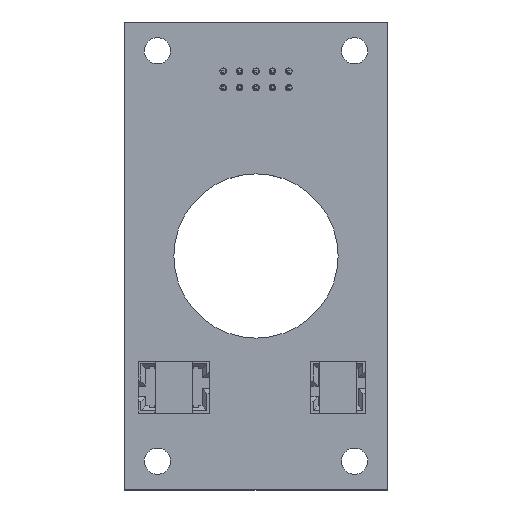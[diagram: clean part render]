
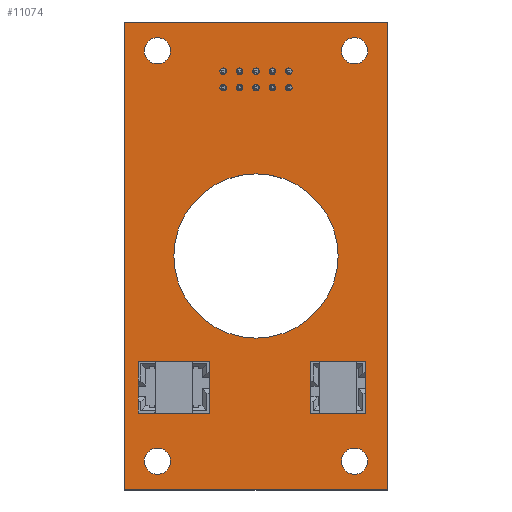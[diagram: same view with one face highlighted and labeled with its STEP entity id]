
A CAD part, top view. The second image highlights one B-rep face of the part: STEP entity #11074.
In plain terms, the highlighted planar face has unit normal (0, 0, 1).
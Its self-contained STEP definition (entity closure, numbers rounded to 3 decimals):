
#10405 = VERTEX_POINT('',#10406);
#10406 = CARTESIAN_POINT('',(-16.,-28.5,0.));
#10412 = EDGE_CURVE('',#10405,#10413,#10415,.T.);
#10413 = VERTEX_POINT('',#10414);
#10414 = CARTESIAN_POINT('',(16.,-28.5,0.));
#10415 = LINE('',#10416,#10417);
#10416 = CARTESIAN_POINT('',(-16.,-28.5,0.));
#10417 = VECTOR('',#10418,1.);
#10418 = DIRECTION('',(1.,0.,0.));
#10443 = EDGE_CURVE('',#10413,#10444,#10446,.T.);
#10444 = VERTEX_POINT('',#10445);
#10445 = CARTESIAN_POINT('',(16.,28.5,0.));
#10446 = LINE('',#10447,#10448);
#10447 = CARTESIAN_POINT('',(16.,-28.5,0.));
#10448 = VECTOR('',#10449,1.);
#10449 = DIRECTION('',(0.,1.,0.));
#10474 = EDGE_CURVE('',#10444,#10475,#10477,.T.);
#10475 = VERTEX_POINT('',#10476);
#10476 = CARTESIAN_POINT('',(-16.,28.5,0.));
#10477 = LINE('',#10478,#10479);
#10478 = CARTESIAN_POINT('',(16.,28.5,0.));
#10479 = VECTOR('',#10480,1.);
#10480 = DIRECTION('',(-1.,0.,0.));
#10505 = EDGE_CURVE('',#10475,#10405,#10506,.T.);
#10506 = LINE('',#10507,#10508);
#10507 = CARTESIAN_POINT('',(-16.,28.5,0.));
#10508 = VECTOR('',#10509,1.);
#10509 = DIRECTION('',(0.,-1.,0.));
#10529 = VERTEX_POINT('',#10530);
#10530 = CARTESIAN_POINT('',(-10.4,-25.,0.));
#10536 = EDGE_CURVE('',#10529,#10529,#10537,.T.);
#10537 = CIRCLE('',#10538,1.6);
#10538 = AXIS2_PLACEMENT_3D('',#10539,#10540,#10541);
#10539 = CARTESIAN_POINT('',(-12.,-25.,0.));
#10540 = DIRECTION('',(0.,0.,1.));
#10541 = DIRECTION('',(1.,0.,0.));
#10562 = VERTEX_POINT('',#10563);
#10563 = CARTESIAN_POINT('',(10.,0.,0.));
#10569 = EDGE_CURVE('',#10562,#10562,#10570,.T.);
#10570 = CIRCLE('',#10571,10.);
#10571 = AXIS2_PLACEMENT_3D('',#10572,#10573,#10574);
#10572 = CARTESIAN_POINT('',(0.,0.,0.));
#10573 = DIRECTION('',(0.,0.,1.));
#10574 = DIRECTION('',(1.,0.,0.));
#10595 = VERTEX_POINT('',#10596);
#10596 = CARTESIAN_POINT('',(-3.6,20.5,0.));
#10602 = EDGE_CURVE('',#10595,#10595,#10603,.T.);
#10603 = CIRCLE('',#10604,0.4);
#10604 = AXIS2_PLACEMENT_3D('',#10605,#10606,#10607);
#10605 = CARTESIAN_POINT('',(-4.,20.5,0.));
#10606 = DIRECTION('',(0.,0.,1.));
#10607 = DIRECTION('',(1.,0.,0.));
#10628 = VERTEX_POINT('',#10629);
#10629 = CARTESIAN_POINT('',(-3.6,22.5,0.));
#10635 = EDGE_CURVE('',#10628,#10628,#10636,.T.);
#10636 = CIRCLE('',#10637,0.4);
#10637 = AXIS2_PLACEMENT_3D('',#10638,#10639,#10640);
#10638 = CARTESIAN_POINT('',(-4.,22.5,0.));
#10639 = DIRECTION('',(0.,0.,1.));
#10640 = DIRECTION('',(1.,0.,0.));
#10661 = VERTEX_POINT('',#10662);
#10662 = CARTESIAN_POINT('',(-10.4,25.,0.));
#10668 = EDGE_CURVE('',#10661,#10661,#10669,.T.);
#10669 = CIRCLE('',#10670,1.6);
#10670 = AXIS2_PLACEMENT_3D('',#10671,#10672,#10673);
#10671 = CARTESIAN_POINT('',(-12.,25.,0.));
#10672 = DIRECTION('',(0.,0.,1.));
#10673 = DIRECTION('',(1.,0.,0.));
#10694 = VERTEX_POINT('',#10695);
#10695 = CARTESIAN_POINT('',(-1.6,20.5,0.));
#10701 = EDGE_CURVE('',#10694,#10694,#10702,.T.);
#10702 = CIRCLE('',#10703,0.4);
#10703 = AXIS2_PLACEMENT_3D('',#10704,#10705,#10706);
#10704 = CARTESIAN_POINT('',(-2.,20.5,0.));
#10705 = DIRECTION('',(0.,0.,1.));
#10706 = DIRECTION('',(1.,0.,0.));
#10727 = VERTEX_POINT('',#10728);
#10728 = CARTESIAN_POINT('',(-1.6,22.5,0.));
#10734 = EDGE_CURVE('',#10727,#10727,#10735,.T.);
#10735 = CIRCLE('',#10736,0.4);
#10736 = AXIS2_PLACEMENT_3D('',#10737,#10738,#10739);
#10737 = CARTESIAN_POINT('',(-2.,22.5,0.));
#10738 = DIRECTION('',(0.,0.,1.));
#10739 = DIRECTION('',(1.,0.,0.));
#10760 = VERTEX_POINT('',#10761);
#10761 = CARTESIAN_POINT('',(2.4,20.5,0.));
#10767 = EDGE_CURVE('',#10760,#10760,#10768,.T.);
#10768 = CIRCLE('',#10769,0.4);
#10769 = AXIS2_PLACEMENT_3D('',#10770,#10771,#10772);
#10770 = CARTESIAN_POINT('',(2.,20.5,0.));
#10771 = DIRECTION('',(0.,0.,1.));
#10772 = DIRECTION('',(1.,0.,0.));
#10793 = VERTEX_POINT('',#10794);
#10794 = CARTESIAN_POINT('',(0.4,20.5,0.));
#10800 = EDGE_CURVE('',#10793,#10793,#10801,.T.);
#10801 = CIRCLE('',#10802,0.4);
#10802 = AXIS2_PLACEMENT_3D('',#10803,#10804,#10805);
#10803 = CARTESIAN_POINT('',(0.,20.5,0.));
#10804 = DIRECTION('',(0.,0.,1.));
#10805 = DIRECTION('',(1.,0.,0.));
#10826 = VERTEX_POINT('',#10827);
#10827 = CARTESIAN_POINT('',(13.6,-25.,0.));
#10833 = EDGE_CURVE('',#10826,#10826,#10834,.T.);
#10834 = CIRCLE('',#10835,1.6);
#10835 = AXIS2_PLACEMENT_3D('',#10836,#10837,#10838);
#10836 = CARTESIAN_POINT('',(12.,-25.,0.));
#10837 = DIRECTION('',(0.,0.,1.));
#10838 = DIRECTION('',(1.,0.,0.));
#10859 = VERTEX_POINT('',#10860);
#10860 = CARTESIAN_POINT('',(4.4,20.5,0.));
#10866 = EDGE_CURVE('',#10859,#10859,#10867,.T.);
#10867 = CIRCLE('',#10868,0.4);
#10868 = AXIS2_PLACEMENT_3D('',#10869,#10870,#10871);
#10869 = CARTESIAN_POINT('',(4.,20.5,0.));
#10870 = DIRECTION('',(0.,0.,1.));
#10871 = DIRECTION('',(1.,0.,0.));
#10892 = VERTEX_POINT('',#10893);
#10893 = CARTESIAN_POINT('',(2.4,22.5,0.));
#10899 = EDGE_CURVE('',#10892,#10892,#10900,.T.);
#10900 = CIRCLE('',#10901,0.4);
#10901 = AXIS2_PLACEMENT_3D('',#10902,#10903,#10904);
#10902 = CARTESIAN_POINT('',(2.,22.5,0.));
#10903 = DIRECTION('',(0.,0.,1.));
#10904 = DIRECTION('',(1.,0.,0.));
#10925 = VERTEX_POINT('',#10926);
#10926 = CARTESIAN_POINT('',(0.4,22.5,0.));
#10932 = EDGE_CURVE('',#10925,#10925,#10933,.T.);
#10933 = CIRCLE('',#10934,0.4);
#10934 = AXIS2_PLACEMENT_3D('',#10935,#10936,#10937);
#10935 = CARTESIAN_POINT('',(0.,22.5,0.));
#10936 = DIRECTION('',(0.,0.,1.));
#10937 = DIRECTION('',(1.,0.,0.));
#10958 = VERTEX_POINT('',#10959);
#10959 = CARTESIAN_POINT('',(4.4,22.5,0.));
#10965 = EDGE_CURVE('',#10958,#10958,#10966,.T.);
#10966 = CIRCLE('',#10967,0.4);
#10967 = AXIS2_PLACEMENT_3D('',#10968,#10969,#10970);
#10968 = CARTESIAN_POINT('',(4.,22.5,0.));
#10969 = DIRECTION('',(0.,0.,1.));
#10970 = DIRECTION('',(1.,0.,0.));
#10991 = VERTEX_POINT('',#10992);
#10992 = CARTESIAN_POINT('',(13.6,25.,0.));
#10998 = EDGE_CURVE('',#10991,#10991,#10999,.T.);
#10999 = CIRCLE('',#11000,1.6);
#11000 = AXIS2_PLACEMENT_3D('',#11001,#11002,#11003);
#11001 = CARTESIAN_POINT('',(12.,25.,0.));
#11002 = DIRECTION('',(0.,0.,1.));
#11003 = DIRECTION('',(1.,0.,0.));
#11074 = ADVANCED_FACE('',(#11075,#11081,#11084,#11087,#11090,#11093,
    #11096,#11099,#11102,#11105,#11108,#11111,#11114,#11117,#11120,
    #11123),#11126,.F.);
#11075 = FACE_BOUND('',#11076,.T.);
#11076 = EDGE_LOOP('',(#11077,#11078,#11079,#11080));
#11077 = ORIENTED_EDGE('',*,*,#10412,.T.);
#11078 = ORIENTED_EDGE('',*,*,#10443,.T.);
#11079 = ORIENTED_EDGE('',*,*,#10474,.T.);
#11080 = ORIENTED_EDGE('',*,*,#10505,.T.);
#11081 = FACE_BOUND('',#11082,.F.);
#11082 = EDGE_LOOP('',(#11083));
#11083 = ORIENTED_EDGE('',*,*,#10536,.T.);
#11084 = FACE_BOUND('',#11085,.F.);
#11085 = EDGE_LOOP('',(#11086));
#11086 = ORIENTED_EDGE('',*,*,#10569,.T.);
#11087 = FACE_BOUND('',#11088,.F.);
#11088 = EDGE_LOOP('',(#11089));
#11089 = ORIENTED_EDGE('',*,*,#10602,.T.);
#11090 = FACE_BOUND('',#11091,.F.);
#11091 = EDGE_LOOP('',(#11092));
#11092 = ORIENTED_EDGE('',*,*,#10635,.T.);
#11093 = FACE_BOUND('',#11094,.F.);
#11094 = EDGE_LOOP('',(#11095));
#11095 = ORIENTED_EDGE('',*,*,#10668,.T.);
#11096 = FACE_BOUND('',#11097,.F.);
#11097 = EDGE_LOOP('',(#11098));
#11098 = ORIENTED_EDGE('',*,*,#10701,.T.);
#11099 = FACE_BOUND('',#11100,.F.);
#11100 = EDGE_LOOP('',(#11101));
#11101 = ORIENTED_EDGE('',*,*,#10734,.T.);
#11102 = FACE_BOUND('',#11103,.F.);
#11103 = EDGE_LOOP('',(#11104));
#11104 = ORIENTED_EDGE('',*,*,#10767,.T.);
#11105 = FACE_BOUND('',#11106,.F.);
#11106 = EDGE_LOOP('',(#11107));
#11107 = ORIENTED_EDGE('',*,*,#10800,.T.);
#11108 = FACE_BOUND('',#11109,.F.);
#11109 = EDGE_LOOP('',(#11110));
#11110 = ORIENTED_EDGE('',*,*,#10833,.T.);
#11111 = FACE_BOUND('',#11112,.F.);
#11112 = EDGE_LOOP('',(#11113));
#11113 = ORIENTED_EDGE('',*,*,#10866,.T.);
#11114 = FACE_BOUND('',#11115,.F.);
#11115 = EDGE_LOOP('',(#11116));
#11116 = ORIENTED_EDGE('',*,*,#10899,.T.);
#11117 = FACE_BOUND('',#11118,.F.);
#11118 = EDGE_LOOP('',(#11119));
#11119 = ORIENTED_EDGE('',*,*,#10932,.T.);
#11120 = FACE_BOUND('',#11121,.F.);
#11121 = EDGE_LOOP('',(#11122));
#11122 = ORIENTED_EDGE('',*,*,#10965,.T.);
#11123 = FACE_BOUND('',#11124,.F.);
#11124 = EDGE_LOOP('',(#11125));
#11125 = ORIENTED_EDGE('',*,*,#10998,.T.);
#11126 = PLANE('',#11127);
#11127 = AXIS2_PLACEMENT_3D('',#11128,#11129,#11130);
#11128 = CARTESIAN_POINT('',(-16.,-28.5,0.));
#11129 = DIRECTION('',(0.,0.,-1.));
#11130 = DIRECTION('',(-1.,0.,0.));
